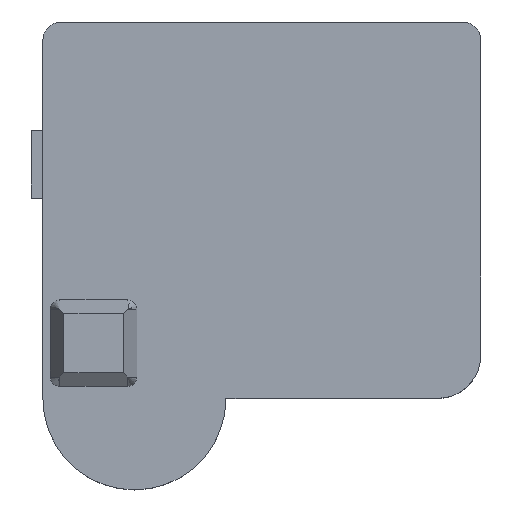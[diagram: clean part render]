
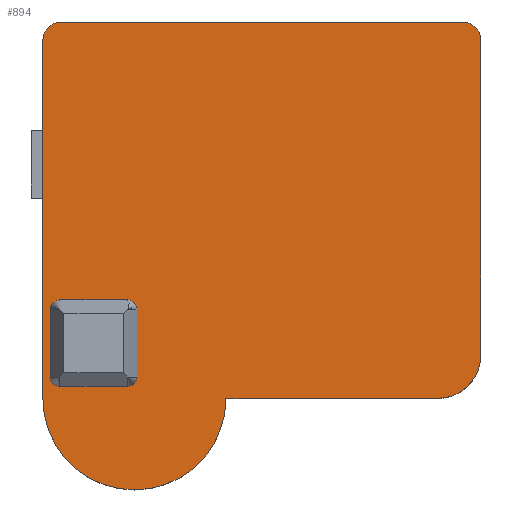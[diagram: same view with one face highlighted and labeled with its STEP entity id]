
A CAD part, top view. The second image highlights one B-rep face of the part: STEP entity #894.
In plain terms, the highlighted planar face has unit normal (0, 0, 1).
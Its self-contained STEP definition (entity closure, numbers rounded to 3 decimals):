
#18=FACE_BOUND('',#143,.T.);
#26=CIRCLE('',#911,1.5);
#27=CIRCLE('',#914,1.5);
#28=CIRCLE('',#917,1.5);
#29=CIRCLE('',#920,1.5);
#30=CIRCLE('',#923,14.841);
#33=CIRCLE('',#929,7.);
#43=CIRCLE('',#967,3.);
#44=CIRCLE('',#970,3.);
#45=CIRCLE('',#972,7.);
#95=FACE_OUTER_BOUND('',#142,.T.);
#142=EDGE_LOOP('',(#796,#797,#798,#799,#800,#801,#802,#803,#804,#805));
#143=EDGE_LOOP('',(#806,#807,#808,#809,#810,#811,#812,#813));
#145=LINE('',#1219,#249);
#152=LINE('',#1235,#256);
#157=LINE('',#1247,#261);
#162=LINE('',#1258,#266);
#170=LINE('',#1281,#274);
#179=LINE('',#1309,#283);
#226=LINE('',#1423,#330);
#245=LINE('',#1465,#349);
#247=LINE('',#1472,#351);
#249=VECTOR('',#980,10.);
#256=VECTOR('',#993,10.);
#261=VECTOR('',#1004,10.);
#266=VECTOR('',#1015,10.);
#274=VECTOR('',#1037,10.);
#283=VECTOR('',#1062,10.);
#330=VECTOR('',#1153,10.);
#349=VECTOR('',#1198,10.);
#351=VECTOR('',#1210,10.);
#352=VERTEX_POINT('',#1215);
#354=VERTEX_POINT('',#1218);
#358=VERTEX_POINT('',#1228);
#359=VERTEX_POINT('',#1232);
#362=VERTEX_POINT('',#1240);
#363=VERTEX_POINT('',#1244);
#366=VERTEX_POINT('',#1252);
#367=VERTEX_POINT('',#1256);
#368=VERTEX_POINT('',#1264);
#369=VERTEX_POINT('',#1265);
#375=VERTEX_POINT('',#1279);
#377=VERTEX_POINT('',#1287);
#378=VERTEX_POINT('',#1289);
#385=VERTEX_POINT('',#1306);
#386=VERTEX_POINT('',#1308);
#425=VERTEX_POINT('',#1422);
#434=VERTEX_POINT('',#1460);
#435=VERTEX_POINT('',#1464);
#437=EDGE_CURVE('',#354,#352,#145,.T.);
#443=EDGE_CURVE('',#352,#358,#26,.T.);
#445=EDGE_CURVE('',#358,#359,#152,.T.);
#449=EDGE_CURVE('',#359,#362,#27,.T.);
#451=EDGE_CURVE('',#362,#363,#157,.T.);
#455=EDGE_CURVE('',#363,#366,#28,.T.);
#457=EDGE_CURVE('',#366,#367,#162,.T.);
#459=EDGE_CURVE('',#367,#354,#29,.T.);
#460=EDGE_CURVE('',#368,#369,#30,.T.);
#468=EDGE_CURVE('',#369,#375,#170,.T.);
#472=EDGE_CURVE('',#378,#377,#33,.T.);
#481=EDGE_CURVE('',#386,#385,#179,.T.);
#537=EDGE_CURVE('',#425,#378,#226,.T.);
#555=EDGE_CURVE('',#434,#425,#43,.T.);
#557=EDGE_CURVE('',#435,#434,#245,.T.);
#559=EDGE_CURVE('',#385,#435,#44,.T.);
#560=EDGE_CURVE('',#375,#386,#45,.T.);
#561=EDGE_CURVE('',#377,#368,#247,.T.);
#796=ORIENTED_EDGE('',*,*,#460,.T.);
#797=ORIENTED_EDGE('',*,*,#468,.T.);
#798=ORIENTED_EDGE('',*,*,#560,.T.);
#799=ORIENTED_EDGE('',*,*,#481,.T.);
#800=ORIENTED_EDGE('',*,*,#559,.T.);
#801=ORIENTED_EDGE('',*,*,#557,.T.);
#802=ORIENTED_EDGE('',*,*,#555,.T.);
#803=ORIENTED_EDGE('',*,*,#537,.T.);
#804=ORIENTED_EDGE('',*,*,#472,.T.);
#805=ORIENTED_EDGE('',*,*,#561,.T.);
#806=ORIENTED_EDGE('',*,*,#437,.T.);
#807=ORIENTED_EDGE('',*,*,#443,.T.);
#808=ORIENTED_EDGE('',*,*,#445,.T.);
#809=ORIENTED_EDGE('',*,*,#449,.T.);
#810=ORIENTED_EDGE('',*,*,#451,.T.);
#811=ORIENTED_EDGE('',*,*,#455,.T.);
#812=ORIENTED_EDGE('',*,*,#457,.T.);
#813=ORIENTED_EDGE('',*,*,#459,.T.);
#848=PLANE('',#974);
#894=ADVANCED_FACE('',(#95,#18),#848,.T.);
#911=AXIS2_PLACEMENT_3D('',#1230,#988,#989);
#914=AXIS2_PLACEMENT_3D('',#1242,#999,#1000);
#917=AXIS2_PLACEMENT_3D('',#1254,#1010,#1011);
#920=AXIS2_PLACEMENT_3D('',#1261,#1019,#1020);
#923=AXIS2_PLACEMENT_3D('',#1266,#1025,#1026);
#929=AXIS2_PLACEMENT_3D('',#1290,#1046,#1047);
#967=AXIS2_PLACEMENT_3D('',#1461,#1193,#1194);
#970=AXIS2_PLACEMENT_3D('',#1468,#1202,#1203);
#972=AXIS2_PLACEMENT_3D('',#1470,#1206,#1207);
#974=AXIS2_PLACEMENT_3D('',#1473,#1211,#1212);
#980=DIRECTION('',(-1.,0.,0.));
#988=DIRECTION('center_axis',(0.,0.,
-1.));
#989=DIRECTION('ref_axis',(-1.,0.,0.));
#993=DIRECTION('',(0.,1.,0.));
#999=DIRECTION('center_axis',(0.,0.,
-1.));
#1000=DIRECTION('ref_axis',(0.,1.,0.));
#1004=DIRECTION('',(1.,0.,0.));
#1010=DIRECTION('center_axis',(0.,0.,
-1.));
#1011=DIRECTION('ref_axis',(1.,0.,0.));
#1015=DIRECTION('',(0.,-1.,0.));
#1019=DIRECTION('center_axis',(0.,0.,
-1.));
#1020=DIRECTION('ref_axis',(0.,-1.,0.));
#1025=DIRECTION('center_axis',(0.,0.,
1.));
#1026=DIRECTION('ref_axis',(-1.,0.,0.));
#1037=DIRECTION('',(1.,0.,0.));
#1046=DIRECTION('center_axis',(0.,0.,
1.));
#1047=DIRECTION('ref_axis',(-1.,0.,0.));
#1062=DIRECTION('',(0.,1.,0.));
#1153=DIRECTION('',(0.,-1.,0.));
#1193=DIRECTION('center_axis',(0.,0.,
1.));
#1194=DIRECTION('ref_axis',(0.,1.,0.));
#1198=DIRECTION('',(-1.,0.,0.));
#1202=DIRECTION('center_axis',(0.,0.,
1.));
#1203=DIRECTION('ref_axis',(1.,0.,0.));
#1206=DIRECTION('center_axis',(0.,0.,
1.));
#1207=DIRECTION('ref_axis',(0.,-1.,0.));
#1210=DIRECTION('',(0.,-1.,0.));
#1211=DIRECTION('center_axis',(0.,0.,
1.));
#1212=DIRECTION('ref_axis',(-1.,0.,0.));
#1215=CARTESIAN_POINT('',(2.108,1.028,8.924));
#1218=CARTESIAN_POINT('',(13.108,1.028,8.924));
#1219=CARTESIAN_POINT('',(23.993,1.028,8.924));
#1228=CARTESIAN_POINT('',(0.608,2.528,8.924));
#1230=CARTESIAN_POINT('Origin',(2.108,2.528,8.924));
#1232=CARTESIAN_POINT('',(0.608,13.528,8.924));
#1235=CARTESIAN_POINT('',(0.608,13.126,8.924));
#1240=CARTESIAN_POINT('',(2.108,15.028,8.924));
#1242=CARTESIAN_POINT('Origin',(2.108,13.528,8.924));
#1244=CARTESIAN_POINT('',(13.108,15.028,8.924));
#1247=CARTESIAN_POINT('',(18.493,15.028,8.924));
#1252=CARTESIAN_POINT('',(14.608,13.528,8.924));
#1254=CARTESIAN_POINT('Origin',(13.108,13.528,8.924));
#1256=CARTESIAN_POINT('',(14.608,2.528,8.924));
#1258=CARTESIAN_POINT('',(14.608,18.626,8.924));
#1261=CARTESIAN_POINT('Origin',(13.108,2.528,8.924));
#1264=CARTESIAN_POINT('',(-0.621,-0.919,8.924));
#1265=CARTESIAN_POINT('',(29.061,-0.919,8.924));
#1266=CARTESIAN_POINT('Origin',(14.22,-0.919,8.924));
#1279=CARTESIAN_POINT('',(63.379,-0.919,8.924));
#1281=CARTESIAN_POINT('',(63.379,-0.919,8.924));
#1287=CARTESIAN_POINT('',(-0.621,6.056,8.924));
#1289=CARTESIAN_POINT('',(-0.621,6.081,8.924));
#1290=CARTESIAN_POINT('Origin',(6.379,6.081,8.924));
#1306=CARTESIAN_POINT('',(70.379,57.081,8.924));
#1308=CARTESIAN_POINT('',(70.379,6.081,8.924));
#1309=CARTESIAN_POINT('',(70.379,57.081,8.924));
#1422=CARTESIAN_POINT('',(-0.621,57.081,8.924));
#1423=CARTESIAN_POINT('',(-0.621,6.081,8.924));
#1460=CARTESIAN_POINT('',(2.379,60.081,8.924));
#1461=CARTESIAN_POINT('Origin',(2.379,57.081,8.924));
#1464=CARTESIAN_POINT('',(67.379,60.081,8.924));
#1465=CARTESIAN_POINT('',(2.379,60.081,8.924));
#1468=CARTESIAN_POINT('Origin',(67.379,57.081,8.924));
#1470=CARTESIAN_POINT('Origin',(63.379,6.081,8.924));
#1472=CARTESIAN_POINT('',(-0.621,6.056,8.924));
#1473=CARTESIAN_POINT('Origin',(34.879,23.725,8.924));
